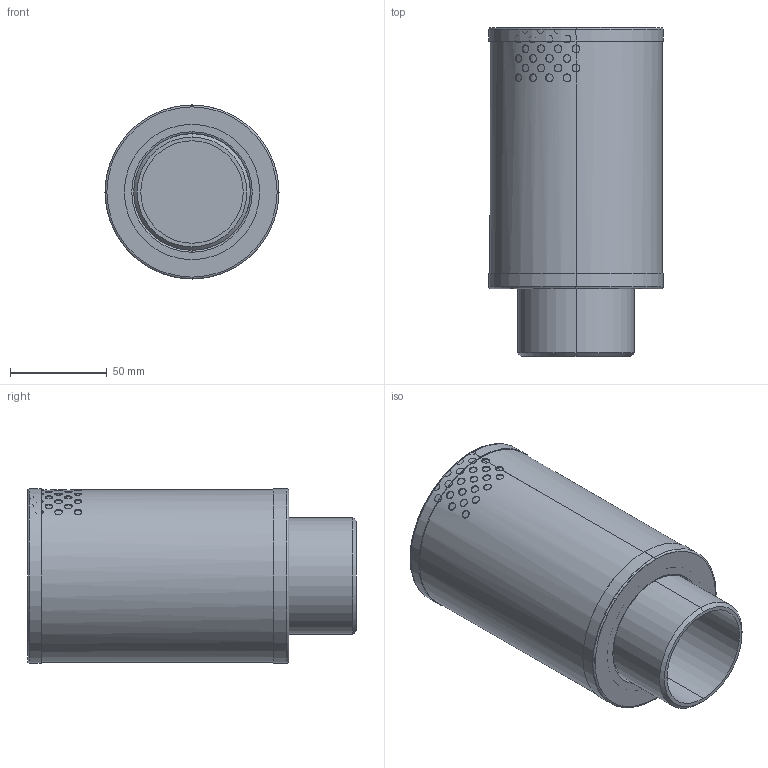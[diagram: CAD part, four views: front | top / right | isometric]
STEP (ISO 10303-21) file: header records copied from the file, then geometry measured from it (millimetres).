
FILE_DESCRIPTION((''),'2;1');
FILE_NAME('AAC20200_ASM','2017-03-02T',('DELL'),('vacuvane vacuum technology gmbh'),'CREO PARAMETRIC BY PTC INC, 2014190','CREO PARAMETRIC BY PTC INC, 2014190','');
FILE_SCHEMA(('CONFIG_CONTROL_DESIGN'));
Length unit declared in the file: millimetre
Products named in the file (6): AAC20200_FITTING; AAC20200_DECKEL; AAC20200_FILTEREINSATZ; AAC20200_GITTER; AAC20200_BODEN; AAC20200_ASM
Assembly tree (5 placements, depth 2):
  AAC20200_ASM
    AAC20200_FITTING
    AAC20200_DECKEL
    AAC20200_FILTEREINSATZ
    AAC20200_GITTER
    AAC20200_BODEN
Bounding box: 90 x 170 x 90 mm (x, y, z)
Volume: 357414.6 mm3; surface area: 194353.2 mm2
Topology: 5 solids, 5 shells, 112 faces, 284 edges, 182 vertices
Faces by surface type: cylinder 68, torus 20, plane 18, cone 6
Entity records: 4427 total; most frequent: CARTESIAN_POINT 1591, ORIENTED_EDGE 568, DIRECTION 536, EDGE_CURVE 284, AXIS2_PLACEMENT_3D 227, VERTEX_POINT 182, EDGE_LOOP 160, FACE_OUTER_BOUND 112
